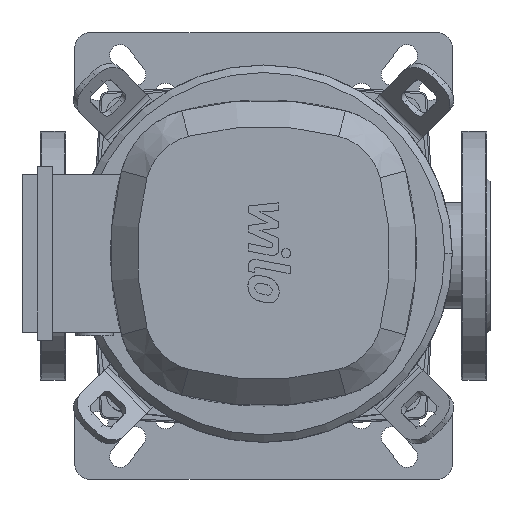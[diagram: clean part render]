
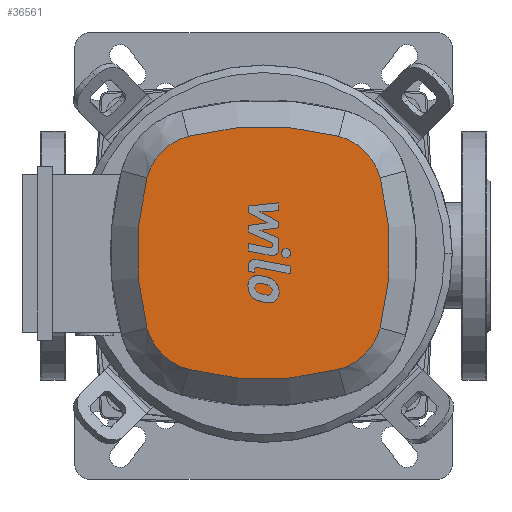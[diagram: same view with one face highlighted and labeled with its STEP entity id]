
A CAD part, top view. The second image highlights one B-rep face of the part: STEP entity #36561.
In plain terms, the highlighted planar face has unit normal (0, 0, 1).
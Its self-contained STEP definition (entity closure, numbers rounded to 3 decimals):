
#36196=CARTESIAN_POINT('',(-77.21,-49.783,1217.0));
#36197=VERTEX_POINT('',#36196);
#36215=CARTESIAN_POINT('',(-49.783,-77.21,1217.0));
#36216=VERTEX_POINT('',#36215);
#36223=CARTESIAN_POINT('',(-39.775,-39.775,1217.0));
#36224=DIRECTION('',(0.0,0.0,-1.0));
#36225=DIRECTION('',(0.0,-1.0,0.0));
#36226=AXIS2_PLACEMENT_3D('',#36223,#36224,#36225);
#36227=CIRCLE('',#36226,38.75);
#36228=EDGE_CURVE('',#36216,#36197,#36227,.T.);
#36238=CARTESIAN_POINT('',(-77.21,49.783,1217.0));
#36239=VERTEX_POINT('',#36238);
#36256=CARTESIAN_POINT('',(108.996,0.,1217.0));
#36257=DIRECTION('',(0.0,0.0,-1.0));
#36258=DIRECTION('',(-0.966,0.258,0.0));
#36259=AXIS2_PLACEMENT_3D('',#36256,#36257,#36258);
#36260=CIRCLE('',#36259,192.746);
#36261=EDGE_CURVE('',#36197,#36239,#36260,.T.);
#36273=CARTESIAN_POINT('',(49.783,-77.21,1217.0));
#36274=VERTEX_POINT('',#36273);
#36281=CARTESIAN_POINT('',(0.,108.996,1217.0));
#36282=DIRECTION('',(0.0,0.0,-1.0));
#36283=DIRECTION('',(-0.258,-0.966,0.0));
#36284=AXIS2_PLACEMENT_3D('',#36281,#36282,#36283);
#36285=CIRCLE('',#36284,192.746);
#36286=EDGE_CURVE('',#36274,#36216,#36285,.T.);
#36304=CARTESIAN_POINT('',(-49.783,77.21,1217.0));
#36305=VERTEX_POINT('',#36304);
#36322=CARTESIAN_POINT('',(-39.775,39.775,1217.0));
#36323=DIRECTION('',(0.0,0.0,-1.0));
#36324=DIRECTION('',(-1.0,0.0,0.0));
#36325=AXIS2_PLACEMENT_3D('',#36322,#36323,#36324);
#36326=CIRCLE('',#36325,38.75);
#36327=EDGE_CURVE('',#36239,#36305,#36326,.T.);
#36339=CARTESIAN_POINT('',(77.21,-49.783,1217.0));
#36340=VERTEX_POINT('',#36339);
#36347=CARTESIAN_POINT('',(39.775,-39.775,1217.0));
#36348=DIRECTION('',(0.0,0.0,-1.0));
#36349=DIRECTION('',(1.0,0.0,0.0));
#36350=AXIS2_PLACEMENT_3D('',#36347,#36348,#36349);
#36351=CIRCLE('',#36350,38.75);
#36352=EDGE_CURVE('',#36340,#36274,#36351,.T.);
#36370=CARTESIAN_POINT('',(49.783,77.21,1217.0));
#36371=VERTEX_POINT('',#36370);
#36388=CARTESIAN_POINT('',(0.,-108.996,1217.0));
#36389=DIRECTION('',(0.0,0.0,-1.0));
#36390=DIRECTION('',(0.258,0.966,0.0));
#36391=AXIS2_PLACEMENT_3D('',#36388,#36389,#36390);
#36392=CIRCLE('',#36391,192.746);
#36393=EDGE_CURVE('',#36305,#36371,#36392,.T.);
#36405=CARTESIAN_POINT('',(77.21,49.783,1217.0));
#36406=VERTEX_POINT('',#36405);
#36413=CARTESIAN_POINT('',(-108.996,0.,1217.0));
#36414=DIRECTION('',(0.0,0.0,-1.0));
#36415=DIRECTION('',(0.966,-0.258,0.0));
#36416=AXIS2_PLACEMENT_3D('',#36413,#36414,#36415);
#36417=CIRCLE('',#36416,192.746);
#36418=EDGE_CURVE('',#36406,#36340,#36417,.T.);
#36437=CARTESIAN_POINT('',(39.775,39.775,1217.0));
#36438=DIRECTION('',(0.0,0.0,-1.0));
#36439=DIRECTION('',(0.0,1.0,0.0));
#36440=AXIS2_PLACEMENT_3D('',#36437,#36438,#36439);
#36441=CIRCLE('',#36440,38.75);
#36442=EDGE_CURVE('',#36371,#36406,#36441,.T.);
#36546=CARTESIAN_POINT('',(87.47,0.,1217.0));
#36547=DIRECTION('',(0.0,0.0,1.0));
#36548=DIRECTION('',(-1.0,0.0,0.0));
#36549=AXIS2_PLACEMENT_3D('',#36546,#36547,#36548);
#36550=PLANE('',#36549);
#36551=ORIENTED_EDGE('',*,*,#36228,.F.);
#36552=ORIENTED_EDGE('',*,*,#36286,.F.);
#36553=ORIENTED_EDGE('',*,*,#36352,.F.);
#36554=ORIENTED_EDGE('',*,*,#36418,.F.);
#36555=ORIENTED_EDGE('',*,*,#36442,.F.);
#36556=ORIENTED_EDGE('',*,*,#36393,.F.);
#36557=ORIENTED_EDGE('',*,*,#36327,.F.);
#36558=ORIENTED_EDGE('',*,*,#36261,.F.);
#36559=EDGE_LOOP('',(#36551,#36552,#36553,#36554,#36555,#36556,#36557,#36558));
#36560=FACE_OUTER_BOUND('',#36559,.T.);
#36561=ADVANCED_FACE('',(#36560),#36550,.T.);
